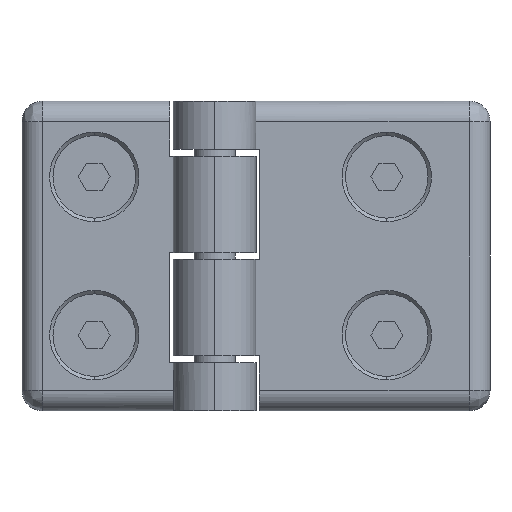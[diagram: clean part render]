
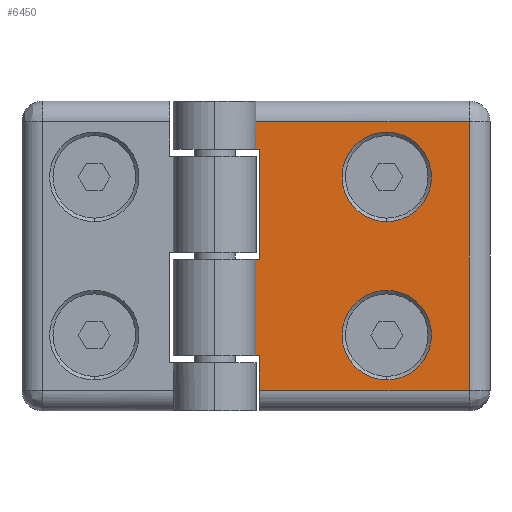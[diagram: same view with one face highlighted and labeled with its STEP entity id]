
A CAD part, front view. The second image highlights one B-rep face of the part: STEP entity #6450.
In plain terms, the highlighted planar face has unit normal (0, -1, 0).
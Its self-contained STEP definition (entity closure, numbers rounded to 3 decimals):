
#172 = LINE ( 'NONE', #1730, #7276 ) ;
#208 = VERTEX_POINT ( 'NONE', #657 ) ;
#224 = DIRECTION ( 'NONE',  ( 0., 0., 1. ) ) ;
#244 = CIRCLE ( 'NONE', #4606, 6.5 ) ;
#295 = DIRECTION ( 'NONE',  ( 0., 0., -1. ) ) ;
#362 = ORIENTED_EDGE ( 'NONE', *, *, #3116, .F. ) ;
#486 = VECTOR ( 'NONE', #4847, 1000. ) ;
#657 = CARTESIAN_POINT ( 'NONE',  ( 37., -5., -19.5 ) ) ;
#658 = DIRECTION ( 'NONE',  ( 0., 0., -1. ) ) ;
#691 = VECTOR ( 'NONE', #2602, 1000. ) ;
#896 = CARTESIAN_POINT ( 'NONE',  ( 25., -5., -5. ) ) ;
#977 = DIRECTION ( 'NONE',  ( 0., 0., -1. ) ) ;
#1037 = CARTESIAN_POINT ( 'NONE',  ( 40., -5., -14.5 ) ) ;
#1074 = DIRECTION ( 'NONE',  ( 0., 0., 1. ) ) ;
#1099 = LINE ( 'NONE', #1037, #2706 ) ;
#1141 = DIRECTION ( 'NONE',  ( 0., 0., -1. ) ) ;
#1465 = DIRECTION ( 'NONE',  ( 1., 0., 0. ) ) ;
#1500 = AXIS2_PLACEMENT_3D ( 'NONE', #6016, #7167, #1141 ) ;
#1543 = EDGE_LOOP ( 'NONE', ( #6200, #3063 ) ) ;
#1554 = CARTESIAN_POINT ( 'NONE',  ( 5.916, -5., -14.5 ) ) ;
#1730 = CARTESIAN_POINT ( 'NONE',  ( 6.5, -5., 22.5 ) ) ;
#1734 = CARTESIAN_POINT ( 'NONE',  ( 25., -5., 18. ) ) ;
#1845 = DIRECTION ( 'NONE',  ( 0., 1., 0. ) ) ;
#1922 = VERTEX_POINT ( 'NONE', #1554 ) ;
#1923 = VERTEX_POINT ( 'NONE', #5810 ) ;
#2018 = CARTESIAN_POINT ( 'NONE',  ( 5.916, -5., -0.5 ) ) ;
#2036 = DIRECTION ( 'NONE',  ( 0., 0., -1. ) ) ;
#2060 = EDGE_CURVE ( 'NONE', #3725, #4983, #4012, .T. ) ;
#2082 = LINE ( 'NONE', #6653, #3901 ) ;
#2091 = CARTESIAN_POINT ( 'NONE',  ( 6.5, -5., -14.5 ) ) ;
#2290 = LINE ( 'NONE', #3792, #691 ) ;
#2388 = ORIENTED_EDGE ( 'NONE', *, *, #3940, .F. ) ;
#2408 = DIRECTION ( 'NONE',  ( 0., 0., 1. ) ) ;
#2435 = VERTEX_POINT ( 'NONE', #2091 ) ;
#2499 = EDGE_LOOP ( 'NONE', ( #4108, #3967, #4592, #4522, #7728, #2388, #362, #3733, #6576, #3407 ) ) ;
#2586 = EDGE_CURVE ( 'NONE', #3169, #1923, #4192, .T. ) ;
#2602 = DIRECTION ( 'NONE',  ( 1., 0., 0. ) ) ;
#2706 = VECTOR ( 'NONE', #4738, 1000. ) ;
#2829 = EDGE_CURVE ( 'NONE', #208, #7190, #2082, .T. ) ;
#2891 = CARTESIAN_POINT ( 'NONE',  ( 25., -5., 5. ) ) ;
#3063 = ORIENTED_EDGE ( 'NONE', *, *, #6117, .T. ) ;
#3087 = LINE ( 'NONE', #6974, #7735 ) ;
#3116 = EDGE_CURVE ( 'NONE', #7432, #2435, #3519, .T. ) ;
#3118 = PLANE ( 'NONE',  #6792 ) ;
#3143 = CARTESIAN_POINT ( 'NONE',  ( 6.5, -5., -19.5 ) ) ;
#3150 = EDGE_CURVE ( 'NONE', #3508, #7470, #5613, .T. ) ;
#3169 = VERTEX_POINT ( 'NONE', #2018 ) ;
#3407 = ORIENTED_EDGE ( 'NONE', *, *, #4041, .T. ) ;
#3508 = VERTEX_POINT ( 'NONE', #2891 ) ;
#3519 = LINE ( 'NONE', #5089, #5904 ) ;
#3659 = CARTESIAN_POINT ( 'NONE',  ( 40., -5., 22.5 ) ) ;
#3725 = VERTEX_POINT ( 'NONE', #5170 ) ;
#3733 = ORIENTED_EDGE ( 'NONE', *, *, #4260, .T. ) ;
#3792 = CARTESIAN_POINT ( 'NONE',  ( 40., -5., 15.5 ) ) ;
#3867 = LINE ( 'NONE', #5491, #4242 ) ;
#3901 = VECTOR ( 'NONE', #2408, 1000. ) ;
#3940 = EDGE_CURVE ( 'NONE', #2435, #1922, #1099, .T. ) ;
#3967 = ORIENTED_EDGE ( 'NONE', *, *, #7630, .T. ) ;
#4012 = LINE ( 'NONE', #5274, #7227 ) ;
#4041 = EDGE_CURVE ( 'NONE', #7190, #3725, #3867, .T. ) ;
#4108 = ORIENTED_EDGE ( 'NONE', *, *, #2060, .T. ) ;
#4192 = LINE ( 'NONE', #4235, #486 ) ;
#4235 = CARTESIAN_POINT ( 'NONE',  ( 40., -5., -0.5 ) ) ;
#4242 = VECTOR ( 'NONE', #4911, 1000. ) ;
#4260 = EDGE_CURVE ( 'NONE', #7432, #208, #5680, .T. ) ;
#4287 = CARTESIAN_POINT ( 'NONE',  ( 5.916, -5., 15.5 ) ) ;
#4326 = CARTESIAN_POINT ( 'NONE',  ( 6.5, -5., 15.5 ) ) ;
#4393 = EDGE_CURVE ( 'NONE', #6022, #6728, #244, .T. ) ;
#4511 = AXIS2_PLACEMENT_3D ( 'NONE', #7000, #7709, #977 ) ;
#4522 = ORIENTED_EDGE ( 'NONE', *, *, #2586, .F. ) ;
#4581 = EDGE_LOOP ( 'NONE', ( #4711, #5156 ) ) ;
#4592 = ORIENTED_EDGE ( 'NONE', *, *, #5233, .F. ) ;
#4606 = AXIS2_PLACEMENT_3D ( 'NONE', #4833, #1845, #658 ) ;
#4711 = ORIENTED_EDGE ( 'NONE', *, *, #6941, .T. ) ;
#4738 = DIRECTION ( 'NONE',  ( -1., 0., 0. ) ) ;
#4833 = CARTESIAN_POINT ( 'NONE',  ( 25., -5., -11.5 ) ) ;
#4847 = DIRECTION ( 'NONE',  ( 1., 0., 0. ) ) ;
#4882 = DIRECTION ( 'NONE',  ( 0., -1., 0. ) ) ;
#4911 = DIRECTION ( 'NONE',  ( -1., 0., 0. ) ) ;
#4983 = VERTEX_POINT ( 'NONE', #4287 ) ;
#5063 = VERTEX_POINT ( 'NONE', #4326 ) ;
#5089 = CARTESIAN_POINT ( 'NONE',  ( 6.5, -5., 22.5 ) ) ;
#5156 = ORIENTED_EDGE ( 'NONE', *, *, #4393, .T. ) ;
#5164 = CARTESIAN_POINT ( 'NONE',  ( 25., -5., 11.5 ) ) ;
#5170 = CARTESIAN_POINT ( 'NONE',  ( 5.916, -5., 19.5 ) ) ;
#5233 = EDGE_CURVE ( 'NONE', #1923, #5063, #172, .T. ) ;
#5274 = CARTESIAN_POINT ( 'NONE',  ( 5.916, -5., 22.5 ) ) ;
#5356 = CIRCLE ( 'NONE', #1500, 6.5 ) ;
#5491 = CARTESIAN_POINT ( 'NONE',  ( 40., -5., 19.5 ) ) ;
#5613 = CIRCLE ( 'NONE', #7566, 6.5 ) ;
#5661 = CIRCLE ( 'NONE', #4511, 6.5 ) ;
#5680 = LINE ( 'NONE', #6298, #7554 ) ;
#5810 = CARTESIAN_POINT ( 'NONE',  ( 6.5, -5., -0.5 ) ) ;
#5830 = DIRECTION ( 'NONE',  ( 0., 1., 0. ) ) ;
#5903 = DIRECTION ( 'NONE',  ( 0., 0., -1. ) ) ;
#5904 = VECTOR ( 'NONE', #224, 1000. ) ;
#6016 = CARTESIAN_POINT ( 'NONE',  ( 25., -5., -11.5 ) ) ;
#6022 = VERTEX_POINT ( 'NONE', #896 ) ;
#6025 = EDGE_CURVE ( 'NONE', #3169, #1922, #3087, .T. ) ;
#6117 = EDGE_CURVE ( 'NONE', #7470, #3508, #5661, .T. ) ;
#6200 = ORIENTED_EDGE ( 'NONE', *, *, #3150, .T. ) ;
#6298 = CARTESIAN_POINT ( 'NONE',  ( 40., -5., -19.5 ) ) ;
#6327 = FACE_BOUND ( 'NONE', #4581, .T. ) ;
#6432 = CARTESIAN_POINT ( 'NONE',  ( 37., -5., 19.5 ) ) ;
#6450 = ADVANCED_FACE ( 'NONE', ( #6891, #6327, #6972 ), #3118, .T. ) ;
#6576 = ORIENTED_EDGE ( 'NONE', *, *, #2829, .T. ) ;
#6653 = CARTESIAN_POINT ( 'NONE',  ( 37., -5., 22.5 ) ) ;
#6728 = VERTEX_POINT ( 'NONE', #7144 ) ;
#6792 = AXIS2_PLACEMENT_3D ( 'NONE', #3659, #4882, #7359 ) ;
#6891 = FACE_BOUND ( 'NONE', #1543, .T. ) ;
#6941 = EDGE_CURVE ( 'NONE', #6728, #6022, #5356, .T. ) ;
#6972 = FACE_OUTER_BOUND ( 'NONE', #2499, .T. ) ;
#6974 = CARTESIAN_POINT ( 'NONE',  ( 5.916, -5., 22.5 ) ) ;
#7000 = CARTESIAN_POINT ( 'NONE',  ( 25., -5., 11.5 ) ) ;
#7144 = CARTESIAN_POINT ( 'NONE',  ( 25., -5., -18. ) ) ;
#7167 = DIRECTION ( 'NONE',  ( 0., 1., 0. ) ) ;
#7190 = VERTEX_POINT ( 'NONE', #6432 ) ;
#7227 = VECTOR ( 'NONE', #5903, 1000. ) ;
#7276 = VECTOR ( 'NONE', #1074, 1000. ) ;
#7359 = DIRECTION ( 'NONE',  ( 0., 0., -1. ) ) ;
#7432 = VERTEX_POINT ( 'NONE', #3143 ) ;
#7470 = VERTEX_POINT ( 'NONE', #1734 ) ;
#7554 = VECTOR ( 'NONE', #1465, 1000. ) ;
#7566 = AXIS2_PLACEMENT_3D ( 'NONE', #5164, #5830, #295 ) ;
#7630 = EDGE_CURVE ( 'NONE', #4983, #5063, #2290, .T. ) ;
#7709 = DIRECTION ( 'NONE',  ( 0., 1., 0. ) ) ;
#7728 = ORIENTED_EDGE ( 'NONE', *, *, #6025, .T. ) ;
#7735 = VECTOR ( 'NONE', #2036, 1000. ) ;
